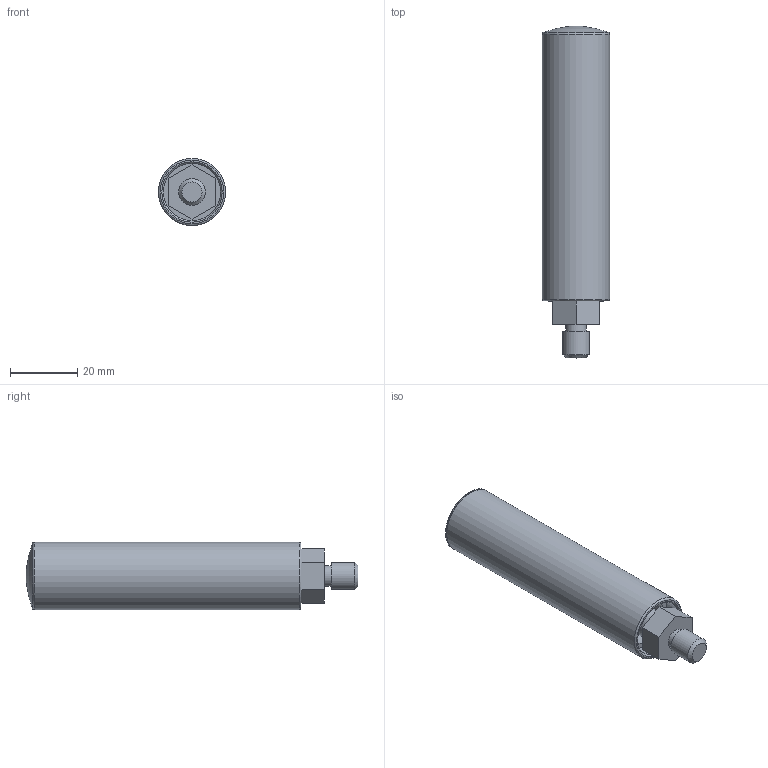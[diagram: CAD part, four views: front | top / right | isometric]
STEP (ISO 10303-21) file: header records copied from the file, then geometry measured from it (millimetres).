
FILE_DESCRIPTION (( 'STEP AP203' ), '1' );
FILE_NAME ('220511 STEP 0791.STEP', '2022-05-11T14:09:28', ( '' ), ( '' ), 'SwSTEP 2.0', 'SolidWorks 2021', '' );
FILE_SCHEMA (( 'CONFIG_CONTROL_DESIGN' ));
Length unit declared in the file: millimetre
Products named in the file (1): 220511 STEP 0791
Bounding box: 20 x 99 x 20 mm (x, y, z)
Surface area: 9293 mm2 (no closed solid volume)
Topology: 0 solids, 5 shells, 22 faces, 50 edges, 34 vertices
Faces by surface type: plane 11, cylinder 6, torus 3, cone 2
Full cylindrical faces by diameter (mm): 6.2 x1, 8 x1, 9 x1, 14 x1, 17 x1, 20 x1
Entity records: 610 total; most frequent: DIRECTION 100, CARTESIAN_POINT 89, ORIENTED_EDGE 59, AXIS2_PLACEMENT_3D 41, EDGE_CURVE 36, EDGE_LOOP 36, FACE_OUTER_BOUND 30, VERTEX_POINT 30
